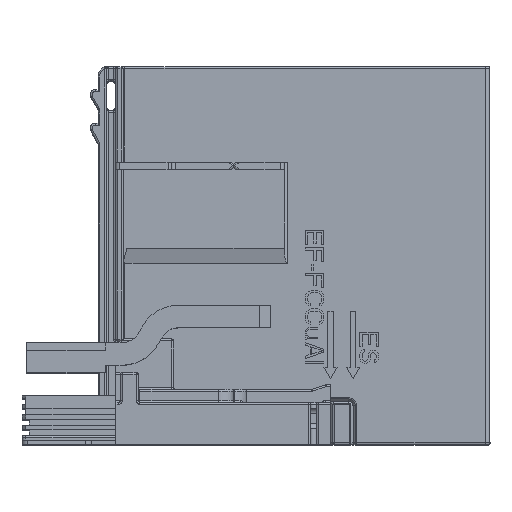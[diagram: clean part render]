
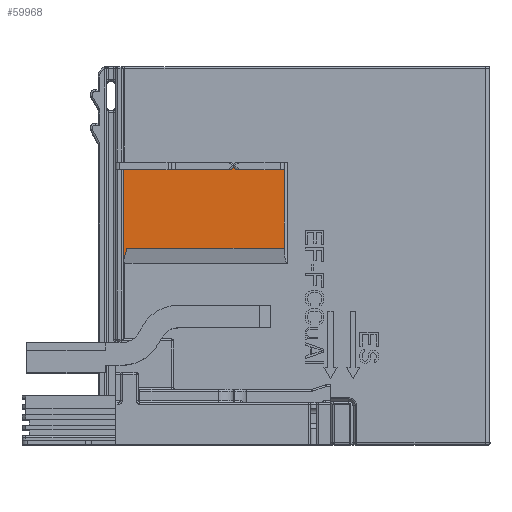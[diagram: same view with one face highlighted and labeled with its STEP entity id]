
A CAD part, top view. The second image highlights one B-rep face of the part: STEP entity #59968.
In plain terms, the highlighted planar face has unit normal (0, 0, 1).
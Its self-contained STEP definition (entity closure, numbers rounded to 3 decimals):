
#13796=DIRECTION('',(1.,0.,0.));
#13797=VECTOR('',#13796,42.);
#13798=CARTESIAN_POINT('',(86.,19.5,-21.05));
#13799=LINE('',#13798,#13797);
#13970=DIRECTION('',(-0.243,-0.97,0.));
#13971=VECTOR('',#13970,4.123);
#13972=CARTESIAN_POINT('',(86.,19.5,-21.05));
#13973=LINE('',#13972,#13971);
#13974=DIRECTION('',(0.,1.,0.));
#13975=VECTOR('',#13974,25.);
#13976=CARTESIAN_POINT('',(85.,15.5,-21.05));
#13977=LINE('',#13976,#13975);
#13978=DIRECTION('',(1.,0.,0.));
#13979=VECTOR('',#13978,28.615);
#13980=CARTESIAN_POINT('',(85.,40.5,-21.05));
#13981=LINE('',#13980,#13979);
#13982=CARTESIAN_POINT('',(113.615,41.,-21.05));
#13983=DIRECTION('',(0.,0.,1.));
#13984=DIRECTION('',(0.,-1.,0.));
#13985=AXIS2_PLACEMENT_3D('',#13982,#13983,#13984);
#13987=DIRECTION('',(0.781,0.625,0.));
#13988=VECTOR('',#13987,0.785);
#13989=CARTESIAN_POINT('',(113.927,40.61,-21.05));
#13990=LINE('',#13989,#13988);
#13991=DIRECTION('',(0.781,-0.625,0.));
#13992=VECTOR('',#13991,0.785);
#13993=CARTESIAN_POINT('',(114.54,41.1,-21.05));
#13994=LINE('',#13993,#13992);
#13995=CARTESIAN_POINT('',(115.465,41.,-21.05));
#13996=DIRECTION('',(0.,0.,1.));
#13997=DIRECTION('',(-0.625,-0.781,0.));
#13998=AXIS2_PLACEMENT_3D('',#13995,#13996,#13997);
#14000=DIRECTION('',(1.,0.,0.));
#14001=VECTOR('',#14000,12.535);
#14002=CARTESIAN_POINT('',(115.465,40.5,-21.05));
#14003=LINE('',#14002,#14001);
#24450=DIRECTION('',(0.,1.,0.));
#24451=VECTOR('',#24450,21.);
#24452=CARTESIAN_POINT('',(128.,19.5,-21.05));
#24453=LINE('',#24452,#24451);
#43779=CARTESIAN_POINT('',(85.,40.5,-21.05));
#43780=CARTESIAN_POINT('',(113.615,40.5,-21.05));
#43781=VERTEX_POINT('',#43779);
#43782=VERTEX_POINT('',#43780);
#43807=CARTESIAN_POINT('',(115.465,40.5,-21.05));
#43808=CARTESIAN_POINT('',(128.,40.5,-21.05));
#43809=VERTEX_POINT('',#43807);
#43810=VERTEX_POINT('',#43808);
#44889=CARTESIAN_POINT('',(85.,15.5,-21.05));
#44891=VERTEX_POINT('',#44889);
#44895=CARTESIAN_POINT('',(86.,19.5,-21.05));
#44896=VERTEX_POINT('',#44895);
#44897=CARTESIAN_POINT('',(128.,19.5,-21.05));
#44898=VERTEX_POINT('',#44897);
#44910=CARTESIAN_POINT('',(115.153,40.61,-21.05));
#44911=VERTEX_POINT('',#44910);
#44912=CARTESIAN_POINT('',(114.54,41.1,-21.05));
#44913=VERTEX_POINT('',#44912);
#44916=CARTESIAN_POINT('',(113.927,40.61,-21.05));
#44917=VERTEX_POINT('',#44916);
#59944=CARTESIAN_POINT('',(106.5,28.3,-21.05));
#59945=DIRECTION('',(0.,0.,1.));
#59946=DIRECTION('',(0.,1.,0.));
#59947=AXIS2_PLACEMENT_3D('',#59944,#59945,#59946);
#59948=PLANE('',#59947);
#59949=ORIENTED_EDGE('',*,*,#59725,.F.);
#59951=ORIENTED_EDGE('',*,*,#59950,.T.);
#59952=ORIENTED_EDGE('',*,*,#59783,.T.);
#59953=ORIENTED_EDGE('',*,*,#59916,.T.);
#59955=ORIENTED_EDGE('',*,*,#59954,.T.);
#59957=ORIENTED_EDGE('',*,*,#59956,.T.);
#59959=ORIENTED_EDGE('',*,*,#59958,.T.);
#59961=ORIENTED_EDGE('',*,*,#59960,.T.);
#59963=ORIENTED_EDGE('',*,*,#59962,.T.);
#59965=ORIENTED_EDGE('',*,*,#59964,.F.);
#59966=EDGE_LOOP('',(#59949,#59951,#59952,#59953,#59955,#59957,#59959,#59961,
#59963,#59965));
#59967=FACE_OUTER_BOUND('',#59966,.F.);
#13986=CIRCLE('',#13985,0.5);
#13999=CIRCLE('',#13998,0.5);
#59725=EDGE_CURVE('',#44896,#44898,#13799,.T.);
#59783=EDGE_CURVE('',#44891,#43781,#13977,.T.);
#59916=EDGE_CURVE('',#43781,#43782,#13981,.T.);
#59950=EDGE_CURVE('',#44896,#44891,#13973,.T.);
#59954=EDGE_CURVE('',#43782,#44917,#13986,.T.);
#59956=EDGE_CURVE('',#44917,#44913,#13990,.T.);
#59958=EDGE_CURVE('',#44913,#44911,#13994,.T.);
#59960=EDGE_CURVE('',#44911,#43809,#13999,.T.);
#59962=EDGE_CURVE('',#43809,#43810,#14003,.T.);
#59964=EDGE_CURVE('',#44898,#43810,#24453,.T.);
#59968=ADVANCED_FACE('',(#59967),#59948,.T.);
